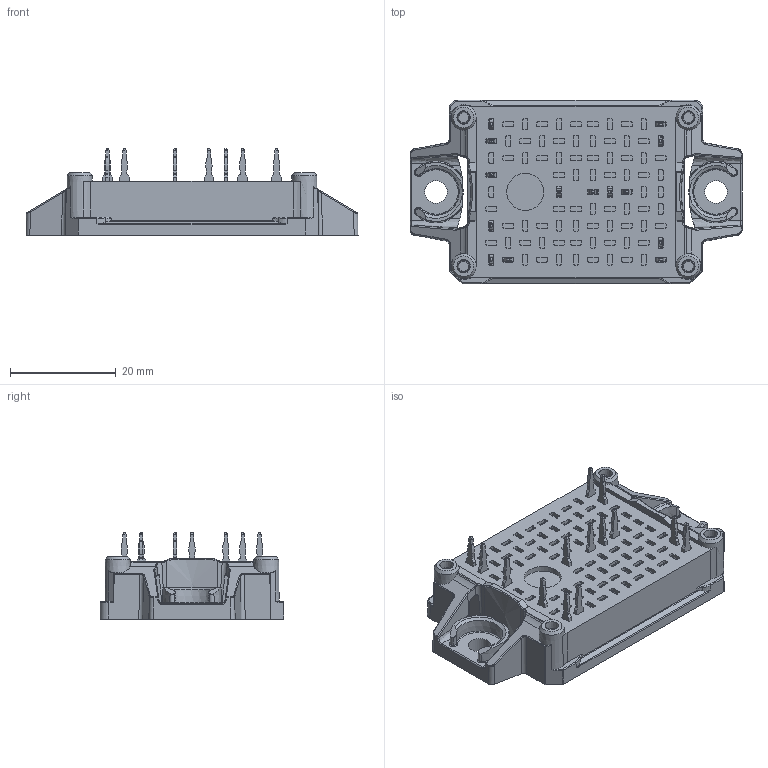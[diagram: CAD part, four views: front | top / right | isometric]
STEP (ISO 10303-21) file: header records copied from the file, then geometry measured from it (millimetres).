
FILE_DESCRIPTION(/* description */ ('Unknown'),/* implementation_level */ '2;1');
FILE_NAME(/* name */ 'FlowE1-4T12T-LS00(140)-01-OL',/* time_stamp */ '2020-02-10T12:50:06+01:00',/* author */ ('Unknown'),/* organization */ ('Unknown'),/* preprocessor_version */ 'ST-DEVELOPER v16.7',/* originating_system */ 'Solid Edge',/* authorisation */ 'Unknown');
FILE_SCHEMA (('AUTOMOTIVE_DESIGN {1 0 10303 214 3 1 1}'));
Products named in the file (1): FlowE1-4T12T-LS00-OL
Bounding box: 62.8 x 34.78 x 16.43 mm (x, y, z)
Volume: 15562 mm3; surface area: 8081.6 mm2
Topology: 1 solids, 1 shells, 2351 faces, 5823 edges, 3572 vertices
Faces by surface type: plane 1165, cylinder 607, cone 418, bspline 115, torus 28, sphere 18
Full cylindrical faces by diameter (mm): 4.3 x2, 7 x1
Entity records: 86866 total; most frequent: CARTESIAN_POINT 14690, DIRECTION 11754, ORIENTED_EDGE 11544, EDGE_CURVE 5772, AXIS2_PLACEMENT_3D 4063, LINE 3628, VECTOR 3628, VERTEX_POINT 3564
